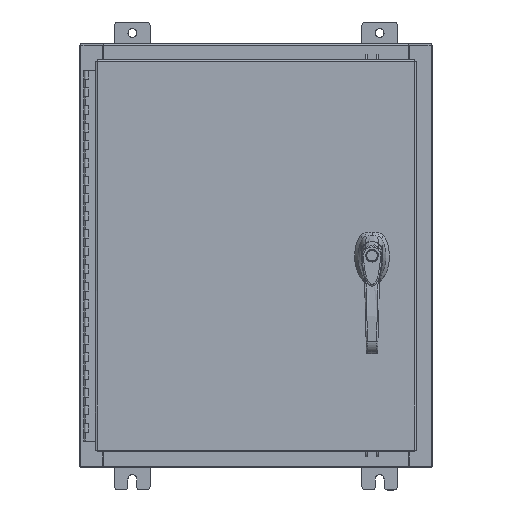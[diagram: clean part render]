
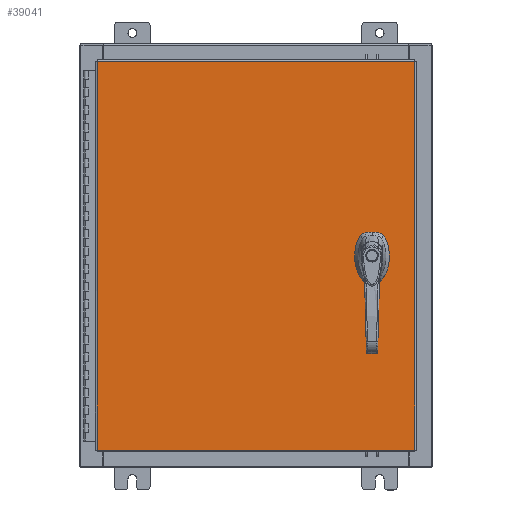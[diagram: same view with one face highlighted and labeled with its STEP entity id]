
A CAD part, top view. The second image highlights one B-rep face of the part: STEP entity #39041.
In plain terms, the highlighted planar face has unit normal (0, 0, 1).
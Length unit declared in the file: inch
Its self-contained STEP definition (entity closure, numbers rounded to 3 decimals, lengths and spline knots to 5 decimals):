
#326 = PLANE ( 'NONE',  #78848 ) ;
#1221 = VERTEX_POINT ( 'NONE', #11796 ) ;
#2378 = DIRECTION ( 'NONE',  ( 0., 1., 0. ) ) ;
#2417 = VERTEX_POINT ( 'NONE', #21014 ) ;
#2502 = ORIENTED_EDGE ( 'NONE', *, *, #67911, .F. ) ;
#2964 = LINE ( 'NONE', #19212, #93528 ) ;
#3033 = CIRCLE ( 'NONE', #17944, 0.45 ) ;
#4405 = VECTOR ( 'NONE', #22657, 39.37008 ) ;
#4820 = CARTESIAN_POINT ( 'NONE',  ( -8.9903, -11.0063, 0. ) ) ;
#5408 = VERTEX_POINT ( 'NONE', #34194 ) ;
#5652 = EDGE_CURVE ( 'NONE', #19835, #61696, #102291, .T. ) ;
#5998 = CARTESIAN_POINT ( 'NONE',  ( 6.578, 0., 0. ) ) ;
#6158 = EDGE_CURVE ( 'NONE', #27685, #104384, #74874, .T. ) ;
#8207 = EDGE_LOOP ( 'NONE', ( #39488, #42245 ) ) ;
#8681 = EDGE_CURVE ( 'NONE', #19826, #5408, #59418, .T. ) ;
#8933 = ORIENTED_EDGE ( 'NONE', *, *, #112581, .T. ) ;
#9116 = EDGE_CURVE ( 'NONE', #67368, #47625, #84101, .T. ) ;
#10093 = DIRECTION ( 'NONE',  ( 0., 0., 1. ) ) ;
#10186 = EDGE_CURVE ( 'NONE', #1221, #27685, #2964, .T. ) ;
#10594 = ORIENTED_EDGE ( 'NONE', *, *, #6158, .F. ) ;
#11492 = FACE_OUTER_BOUND ( 'NONE', #111233, .T. ) ;
#11796 = CARTESIAN_POINT ( 'NONE',  ( 6.77823, 0.403, 0. ) ) ;
#13647 = VERTEX_POINT ( 'NONE', #62949 ) ;
#14530 = CARTESIAN_POINT ( 'NONE',  ( 6.578, 0., 0. ) ) ;
#14566 = EDGE_LOOP ( 'NONE', ( #45977, #94874, #98298, #16205, #55689, #10594, #19011, #2502 ) ) ;
#14804 = DIRECTION ( 'NONE',  ( 1., 0., 0. ) ) ;
#16205 = ORIENTED_EDGE ( 'NONE', *, *, #28263, .F. ) ;
#17373 = LINE ( 'NONE', #57694, #40773 ) ;
#17944 = AXIS2_PLACEMENT_3D ( 'NONE', #5998, #67431, #14804 ) ;
#18313 = DIRECTION ( 'NONE',  ( -1., 0., 0. ) ) ;
#19011 = ORIENTED_EDGE ( 'NONE', *, *, #10186, .F. ) ;
#19212 = CARTESIAN_POINT ( 'NONE',  ( 0., 0.403, 0. ) ) ;
#19826 = VERTEX_POINT ( 'NONE', #59429 ) ;
#19835 = VERTEX_POINT ( 'NONE', #103104 ) ;
#20001 = LINE ( 'NONE', #87740, #107782 ) ;
#20968 = DIRECTION ( 'NONE',  ( 0., 0., 1. ) ) ;
#21014 = CARTESIAN_POINT ( 'NONE',  ( 6.7495, -1.338, 0. ) ) ;
#22657 = DIRECTION ( 'NONE',  ( 0., -1., 0. ) ) ;
#25467 = CARTESIAN_POINT ( 'NONE',  ( 6.37777, -0.403, 0. ) ) ;
#27116 = VECTOR ( 'NONE', #72201, 39.37008 ) ;
#27685 = VERTEX_POINT ( 'NONE', #91710 ) ;
#27936 = DIRECTION ( 'NONE',  ( -1., 0., 0. ) ) ;
#28263 = EDGE_CURVE ( 'NONE', #111951, #46497, #3033, .T. ) ;
#30114 = CARTESIAN_POINT ( 'NONE',  ( 6.175, 0.20023, 0. ) ) ;
#32145 = FACE_BOUND ( 'NONE', #8207, .T. ) ;
#34194 = CARTESIAN_POINT ( 'NONE',  ( -8.9903, -11.0063, 0. ) ) ;
#38504 = AXIS2_PLACEMENT_3D ( 'NONE', #14530, #65489, #103048 ) ;
#39041 = ADVANCED_FACE ( 'NONE', ( #32145, #11492, #55463 ), #326, .F. ) ;
#39488 = ORIENTED_EDGE ( 'NONE', *, *, #88647, .F. ) ;
#40205 = VECTOR ( 'NONE', #2378, 39.37008 ) ;
#40253 = CIRCLE ( 'NONE', #109790, 0.1715 ) ;
#40773 = VECTOR ( 'NONE', #100993, 39.37008 ) ;
#42245 = ORIENTED_EDGE ( 'NONE', *, *, #74284, .F. ) ;
#44215 = AXIS2_PLACEMENT_3D ( 'NONE', #73582, #20968, #82368 ) ;
#45240 = CARTESIAN_POINT ( 'NONE',  ( 6.981, -0.20023, 0. ) ) ;
#45977 = ORIENTED_EDGE ( 'NONE', *, *, #52401, .T. ) ;
#46497 = VERTEX_POINT ( 'NONE', #25467 ) ;
#47625 = VERTEX_POINT ( 'NONE', #78163 ) ;
#49307 = CARTESIAN_POINT ( 'NONE',  ( 6.578, -1.338, 0. ) ) ;
#51122 = LINE ( 'NONE', #110029, #4405 ) ;
#52401 = EDGE_CURVE ( 'NONE', #67826, #61696, #20001, .T. ) ;
#52835 = DIRECTION ( 'NONE',  ( 0., -1., 0. ) ) ;
#53275 = CARTESIAN_POINT ( 'NONE',  ( 0., 0., 0. ) ) ;
#53943 = VECTOR ( 'NONE', #55112, 39.37008 ) ;
#55112 = DIRECTION ( 'NONE',  ( 1., 0., 0. ) ) ;
#55463 = FACE_BOUND ( 'NONE', #14566, .T. ) ;
#55689 = ORIENTED_EDGE ( 'NONE', *, *, #105743, .F. ) ;
#57024 = DIRECTION ( 'NONE',  ( 0., 0., 1. ) ) ;
#57694 = CARTESIAN_POINT ( 'NONE',  ( 0., -0.403, 0. ) ) ;
#58105 = DIRECTION ( 'NONE',  ( 1., 0., 0. ) ) ;
#59418 = LINE ( 'NONE', #87795, #80028 ) ;
#59429 = CARTESIAN_POINT ( 'NONE',  ( -8.9903, 11.0063, 0. ) ) ;
#61696 = VERTEX_POINT ( 'NONE', #45240 ) ;
#62672 = CARTESIAN_POINT ( 'NONE',  ( 6.578, -1.338, 0. ) ) ;
#62949 = CARTESIAN_POINT ( 'NONE',  ( 6.4065, -1.338, 0. ) ) ;
#63339 = CARTESIAN_POINT ( 'NONE',  ( 8.9903, 11.0063, 0. ) ) ;
#65489 = DIRECTION ( 'NONE',  ( 0., 0., 1. ) ) ;
#67368 = VERTEX_POINT ( 'NONE', #92811 ) ;
#67431 = DIRECTION ( 'NONE',  ( 0., 0., 1. ) ) ;
#67826 = VERTEX_POINT ( 'NONE', #98811 ) ;
#67911 = EDGE_CURVE ( 'NONE', #67826, #1221, #92223, .T. ) ;
#70945 = DIRECTION ( 'NONE',  ( 0., 0., -1. ) ) ;
#71534 = DIRECTION ( 'NONE',  ( 1., 0., 0. ) ) ;
#72201 = DIRECTION ( 'NONE',  ( -1., 0., 0. ) ) ;
#73582 = CARTESIAN_POINT ( 'NONE',  ( 6.578, 0., 0. ) ) ;
#73854 = LINE ( 'NONE', #63339, #27116 ) ;
#74284 = EDGE_CURVE ( 'NONE', #13647, #2417, #84806, .T. ) ;
#74560 = LINE ( 'NONE', #4820, #53943 ) ;
#74874 = CIRCLE ( 'NONE', #77467, 0.45 ) ;
#75043 = EDGE_CURVE ( 'NONE', #46497, #19835, #17373, .T. ) ;
#77075 = DIRECTION ( 'NONE',  ( 1., 0., 0. ) ) ;
#77467 = AXIS2_PLACEMENT_3D ( 'NONE', #93795, #57024, #77075 ) ;
#78163 = CARTESIAN_POINT ( 'NONE',  ( 8.9903, 11.0063, 0. ) ) ;
#78848 = AXIS2_PLACEMENT_3D ( 'NONE', #53275, #70945, #18313 ) ;
#80028 = VECTOR ( 'NONE', #108527, 39.37008 ) ;
#82368 = DIRECTION ( 'NONE',  ( 1., 0., 0. ) ) ;
#83047 = CARTESIAN_POINT ( 'NONE',  ( 6.175, -0.20023, 0. ) ) ;
#84101 = LINE ( 'NONE', #104258, #40205 ) ;
#84806 = CIRCLE ( 'NONE', #91539, 0.1715 ) ;
#87740 = CARTESIAN_POINT ( 'NONE',  ( 6.981, 0., 0. ) ) ;
#87795 = CARTESIAN_POINT ( 'NONE',  ( -8.9903, 11.0063, 0. ) ) ;
#88647 = EDGE_CURVE ( 'NONE', #2417, #13647, #40253, .T. ) ;
#90525 = ORIENTED_EDGE ( 'NONE', *, *, #102858, .T. ) ;
#91539 = AXIS2_PLACEMENT_3D ( 'NONE', #49307, #110579, #58105 ) ;
#91710 = CARTESIAN_POINT ( 'NONE',  ( 6.37777, 0.403, 0. ) ) ;
#92223 = CIRCLE ( 'NONE', #44215, 0.45 ) ;
#92811 = CARTESIAN_POINT ( 'NONE',  ( 8.9903, -11.0063, 0. ) ) ;
#93528 = VECTOR ( 'NONE', #27936, 39.37008 ) ;
#93795 = CARTESIAN_POINT ( 'NONE',  ( 6.578, 0., 0. ) ) ;
#94874 = ORIENTED_EDGE ( 'NONE', *, *, #5652, .F. ) ;
#98298 = ORIENTED_EDGE ( 'NONE', *, *, #75043, .F. ) ;
#98811 = CARTESIAN_POINT ( 'NONE',  ( 6.981, 0.20023, 0. ) ) ;
#100993 = DIRECTION ( 'NONE',  ( 1., 0., 0. ) ) ;
#102291 = CIRCLE ( 'NONE', #38504, 0.45 ) ;
#102794 = ORIENTED_EDGE ( 'NONE', *, *, #9116, .T. ) ;
#102858 = EDGE_CURVE ( 'NONE', #5408, #67368, #74560, .T. ) ;
#103048 = DIRECTION ( 'NONE',  ( 1., 0., 0. ) ) ;
#103104 = CARTESIAN_POINT ( 'NONE',  ( 6.77823, -0.403, 0. ) ) ;
#104258 = CARTESIAN_POINT ( 'NONE',  ( 8.9903, -11.0063, 0. ) ) ;
#104384 = VERTEX_POINT ( 'NONE', #30114 ) ;
#105743 = EDGE_CURVE ( 'NONE', #104384, #111951, #51122, .T. ) ;
#107782 = VECTOR ( 'NONE', #52835, 39.37008 ) ;
#108527 = DIRECTION ( 'NONE',  ( 0., -1., 0. ) ) ;
#108575 = ORIENTED_EDGE ( 'NONE', *, *, #8681, .T. ) ;
#109790 = AXIS2_PLACEMENT_3D ( 'NONE', #62672, #10093, #71534 ) ;
#110029 = CARTESIAN_POINT ( 'NONE',  ( 6.175, 0., 0. ) ) ;
#110579 = DIRECTION ( 'NONE',  ( 0., 0., 1. ) ) ;
#111233 = EDGE_LOOP ( 'NONE', ( #90525, #102794, #8933, #108575 ) ) ;
#111951 = VERTEX_POINT ( 'NONE', #83047 ) ;
#112581 = EDGE_CURVE ( 'NONE', #47625, #19826, #73854, .T. ) ;
